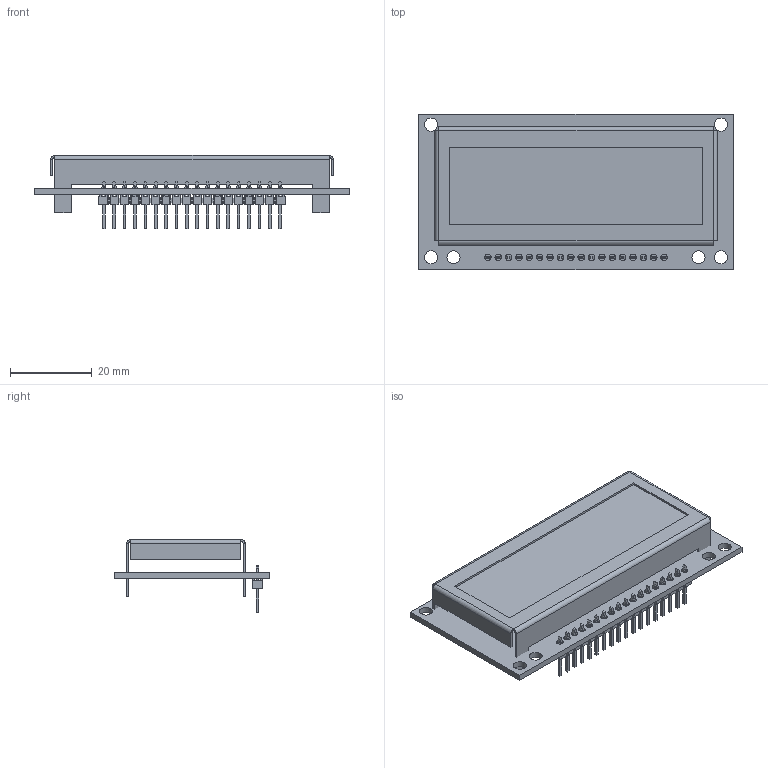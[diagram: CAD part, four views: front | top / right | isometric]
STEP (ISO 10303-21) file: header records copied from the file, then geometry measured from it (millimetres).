
FILE_DESCRIPTION(('FreeCAD Model'),'2;1');
FILE_NAME('MT-12232A.step', '2021-01-30T23:47:57',('Author'),(''), 'Open CASCADE STEP processor 7.3','FreeCAD','Unknown');
FILE_SCHEMA(('AUTOMOTIVE_DESIGN { 1 0 10303 214 1 1 1 1 }'));
Length unit declared in the file: millimetre
Products named in the file (4): Pins_sp; Shell; Glass; PCB
Bounding box: 77 x 38 x 17.88 mm (x, y, z)
Volume: 6683.9 mm3; surface area: 14520.1 mm2
Topology: 4 solids, 4 shells, 1120 faces, 3276 edges, 2164 vertices
Faces by surface type: plane 980, cylinder 140
Full cylindrical faces by diameter (mm): 1.6 x18, 3.2 x6
Entity records: 44072 total; most frequent: CARTESIAN_POINT 6561, ORIENTED_EDGE 6552, DIRECTION 5870, EDGE_CURVE 3276, LINE 2924, VECTOR 2924, VERTEX_POINT 2164, AXIS2_PLACEMENT_3D 1473
